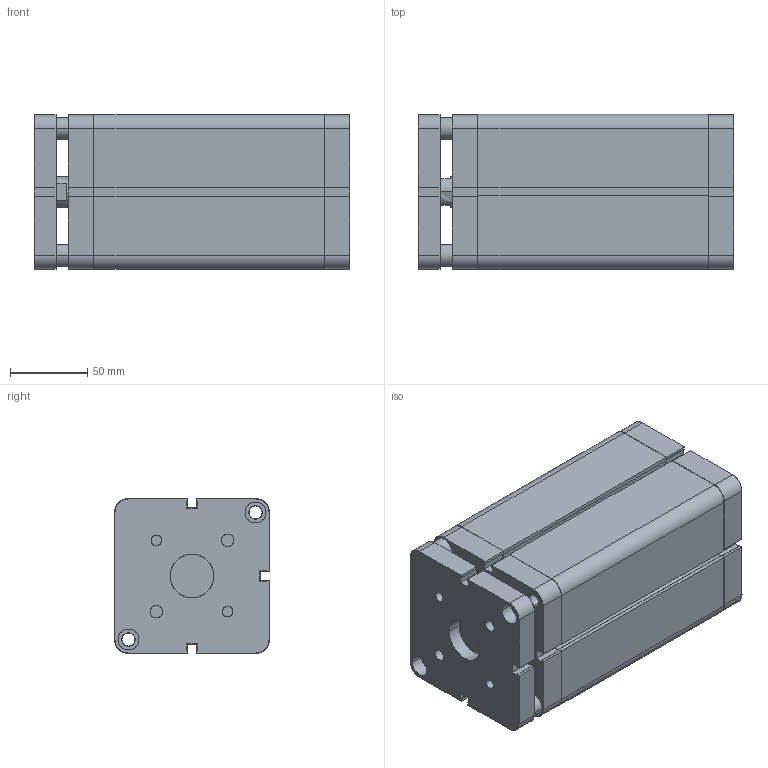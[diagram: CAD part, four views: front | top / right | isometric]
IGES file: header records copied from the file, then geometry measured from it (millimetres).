
Start section: SolidWorks IGES file using analytic representation for surfaces
Global section: file name: PKY  80-125  CYLINDER.IGS; native system: SolidWorks 2010; preprocessor: SolidWorks 2010; author: HASAN; date: 100806.100442; units: millimetre
Bounding box: 203.5 x 100 x 100 mm (x, y, z)
Surface area: 271268.2 mm2 (no closed solid volume)
Topology: 0 solids, 0 shells, 252 faces, 4059 edges, 4057 vertices
Faces by surface type: bspline 137, revolution 115
